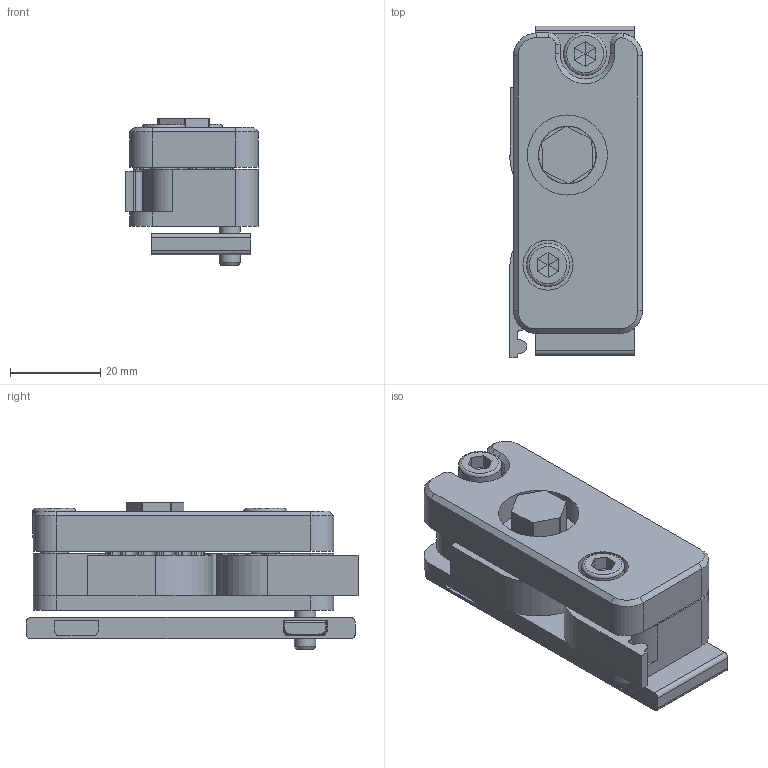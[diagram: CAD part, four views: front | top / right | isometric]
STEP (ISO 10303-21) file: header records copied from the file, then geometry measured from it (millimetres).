
FILE_DESCRIPTION(/* description */ (''),/* implementation_level */ '2;1');
FILE_NAME(/* name */ 'Belt Tensioner HTD5.step',/* time_stamp */ '2026-01-08T14:43:09-08:00',/* author */ (''),/* organization */ (''),/* preprocessor_version */ 'ST-DEVELOPER v20.1',/* originating_system */ 'Autodesk Translation Framework v14.21.0.0',/* authorisation */ '');
FILE_SCHEMA (('AUTOMOTIVE_DESIGN { 1 0 10303 214 3 1 1 }'));
Length unit declared in the file: inch
Products named in the file (10): Belt Tensioner HTD5m v2; base; Tensioner; Belt; 94855A123_Low-Strength Steel Square Nut; Nut Plate; Clamp; HSHCS ANSI B18.3 - 1/4-20 UNC x 5/8 Steel Grade 2 Plain; HSHCS ANSI B18.3 - 10-32 UNF x 5/8 Steel Grade 2 Plain; Belt Wedge
Assembly tree (10 placements, depth 2):
  Belt Tensioner HTD5m v2
    base
    Tensioner
    Belt
    94855A123_Low-Strength Steel Square Nut
    Nut Plate
    Clamp
    HSHCS ANSI B18.3 - 1/4-20 UNC x 5/8 Steel Grade 2 Plain  x2
    HSHCS ANSI B18.3 - 10-32 UNF x 5/8 Steel Grade 2 Plain
    Belt Wedge
Bounding box: 29.45 x 73.66 x 32.51 mm (x, y, z)
Volume: 42325.4 mm3; surface area: 25942.6 mm2
Topology: 11 solids, 11 shells, 525 faces, 1357 edges, 852 vertices
Faces by surface type: cylinder 294, plane 149, bspline 50, cone 17, sphere 8, torus 7
Full cylindrical faces by diameter (mm): 3.451 x1, 4.727 x1, 4.826 x2, 4.978 x12, 5.118 x6, 6.22 x2, 6.35 x12, 6.756 x2, 7.925 x1, 8.89 x4, 9.449 x1, 9.525 x3, 11.112 x1, 12.7 x1, 12.827 x1, 17.78 x1
Entity records: 20104 total; most frequent: CARTESIAN_POINT 7383, DIRECTION 2669, ORIENTED_EDGE 2606, EDGE_CURVE 1303, AXIS2_PLACEMENT_3D 1059, VERTEX_POINT 833, EDGE_LOOP 560, CIRCLE 551
